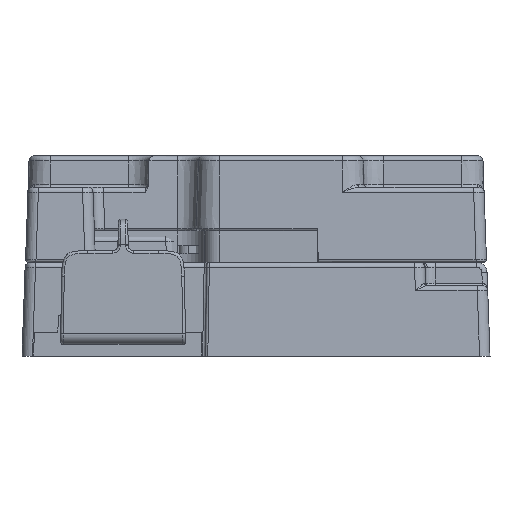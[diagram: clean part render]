
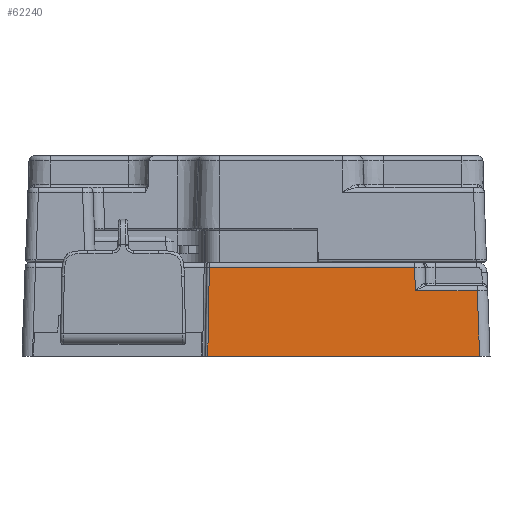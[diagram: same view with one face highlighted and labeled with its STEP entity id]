
A CAD part, left-side view. The second image highlights one B-rep face of the part: STEP entity #62240.
In plain terms, the highlighted planar face has unit normal (-0.999, 0, 0.035).
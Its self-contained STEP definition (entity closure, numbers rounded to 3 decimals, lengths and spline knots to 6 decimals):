
#10303=ORIENTED_EDGE('',*,*,#26514,.T.);
#10304=ORIENTED_EDGE('',*,*,#26515,.T.);
#10305=ORIENTED_EDGE('',*,*,#26500,.F.);
#10306=ORIENTED_EDGE('',*,*,#26516,.T.);
#10307=ORIENTED_EDGE('',*,*,#26517,.T.);
#10308=ORIENTED_EDGE('',*,*,#26518,.T.);
#26500=EDGE_CURVE('',#34898,#34899,#40624,.T.);
#26514=EDGE_CURVE('',#34911,#34912,#40629,.T.);
#26515=EDGE_CURVE('',#34912,#34899,#40630,.T.);
#26516=EDGE_CURVE('',#34898,#34913,#40631,.T.);
#26517=EDGE_CURVE('',#34913,#34914,#40632,.T.);
#26518=EDGE_CURVE('',#34914,#34911,#40633,.F.);
#34898=VERTEX_POINT('',#98271);
#34899=VERTEX_POINT('',#98272);
#34911=VERTEX_POINT('',#98299);
#34912=VERTEX_POINT('',#98300);
#34913=VERTEX_POINT('',#98303);
#34914=VERTEX_POINT('',#98305);
#40624=LINE('',#98270,#46786);
#40629=LINE('',#98298,#46791);
#40630=LINE('',#98301,#46792);
#40631=LINE('',#98302,#46793);
#40632=LINE('',#98304,#46794);
#40633=LINE('',#98306,#46795);
#46786=VECTOR('',#75441,1.);
#46791=VECTOR('',#75466,1.);
#46792=VECTOR('',#75467,1.);
#46793=VECTOR('',#75468,1.);
#46794=VECTOR('',#75469,1.);
#46795=VECTOR('',#75470,1.);
#52009=EDGE_LOOP('',(#10303,#10304,#10305,#10306,#10307,#10308));
#56068=FACE_BOUND('',#52009,.T.);
#59625=PLANE('',#66554);
#62240=ADVANCED_FACE('',(#56068),#59625,.T.);
#66554=AXIS2_PLACEMENT_3D('',#98297,#75464,#75465);
#75441=DIRECTION('',(0.,1.,0.));
#75464=DIRECTION('',(-0.999,0.,0.035));
#75465=DIRECTION('',(0.035,0.,0.999));
#75466=DIRECTION('',(0.,1.,0.));
#75467=DIRECTION('',(-0.035,0.017,-0.999));
#75468=DIRECTION('',(0.035,0.035,0.999));
#75469=DIRECTION('',(0.,1.,0.));
#75470=DIRECTION('',(-0.035,-0.035,-0.999));
#98270=CARTESIAN_POINT('',(-0.060247,0.02108,0.005162));
#98271=CARTESIAN_POINT('',(-0.060247,-0.0218,0.005162));
#98272=CARTESIAN_POINT('',(-0.060247,0.030329,0.005162));
#98297=CARTESIAN_POINT('',(-0.059618,0.02108,0.023162));
#98298=CARTESIAN_POINT('',(-0.059652,0.02108,0.022196));
#98299=CARTESIAN_POINT('',(-0.059652,-0.00933,0.022196));
#98300=CARTESIAN_POINT('',(-0.059652,0.030032,0.022196));
#98301=CARTESIAN_POINT('',(-0.059613,0.030013,0.023317));
#98302=CARTESIAN_POINT('',(-0.059778,-0.021331,0.018592));
#98303=CARTESIAN_POINT('',(-0.059809,-0.021362,0.017696));
#98304=CARTESIAN_POINT('',(-0.059809,0.02108,0.017696));
#98305=CARTESIAN_POINT('',(-0.059809,-0.009487,0.017696));
#98306=CARTESIAN_POINT('',(-0.05962,-0.009299,0.023092));
